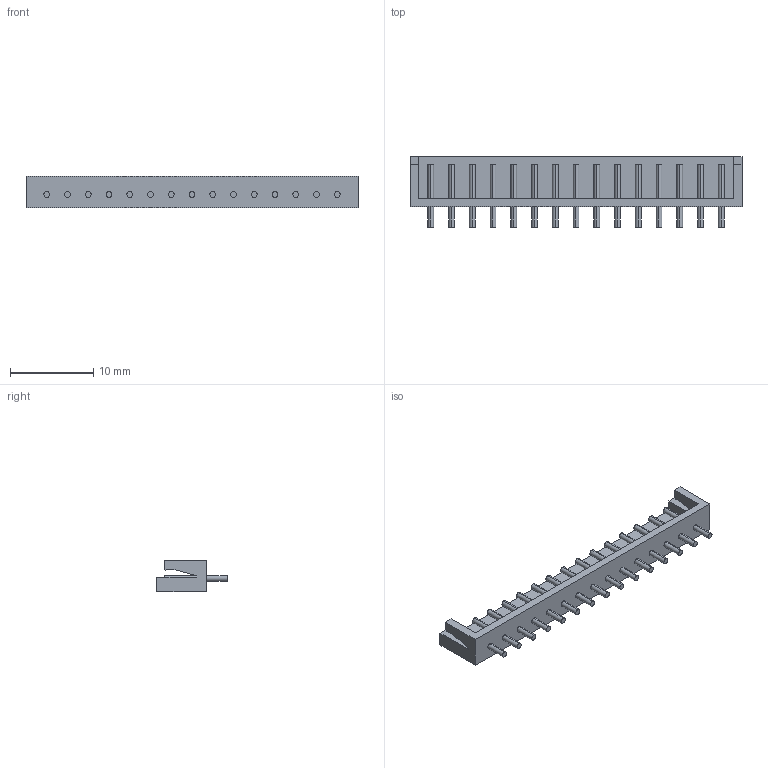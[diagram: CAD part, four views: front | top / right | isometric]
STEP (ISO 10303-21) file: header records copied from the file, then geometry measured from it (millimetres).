
FILE_DESCRIPTION (( 'STEP AP214' ), '1' );
FILE_NAME ('JS-1132-15.STEP', '2007-10-27T07:44:01', ( 'Chinese User' ), ( 'Chinese ORG' ), 'SwSTEP 2.0', 'SolidWorks 2008', '' );
FILE_SCHEMA (( 'AUTOMOTIVE_DESIGN' ));
Length unit declared in the file: millimetre
Products named in the file (1): JS-1132-15
Bounding box: 40 x 8.5 x 3.8 mm (x, y, z)
Volume: 276.3 mm3; surface area: 1079.2 mm2
Topology: 1 solids, 1 shells, 114 faces, 246 edges, 164 vertices
Faces by surface type: cylinder 60, plane 54
Entity records: 3613 total; most frequent: DIRECTION 596, CARTESIAN_POINT 525, ORIENTED_EDGE 492, EDGE_CURVE 246, AXIS2_PLACEMENT_3D 235, VERTEX_POINT 164, EDGE_LOOP 144, LINE 126
